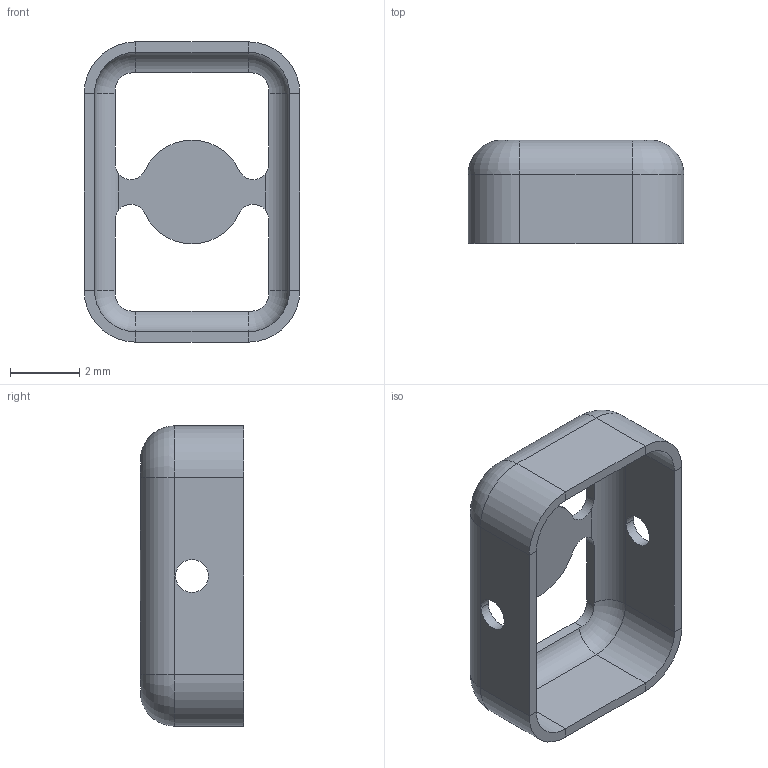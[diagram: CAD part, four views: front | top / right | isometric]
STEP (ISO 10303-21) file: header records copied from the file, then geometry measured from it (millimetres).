
FILE_DESCRIPTION (( 'STEP AP203' ), '1' );
FILE_NAME ('MS087-10F.step', '2020-09-30T11:02:37', ( '' ), ( '' ), 'SwSTEP 2.0', 'SolidWorks 2018', '' );
FILE_SCHEMA (( 'CONFIG_CONTROL_DESIGN' ));
Length unit declared in the file: millimetre
Products named in the file (1): MS087-10F
Bounding box: 6.25 x 3 x 8.7 mm (x, y, z)
Volume: 27 mm3; surface area: 199.4 mm2
Topology: 1 solids, 1 shells, 65 faces, 169 edges, 102 vertices
Faces by surface type: cylinder 33, plane 24, torus 8
Entity records: 2152 total; most frequent: CARTESIAN_POINT 495, ORIENTED_EDGE 338, DIRECTION 327, EDGE_CURVE 169, AXIS2_PLACEMENT_3D 124, VERTEX_POINT 102, VECTOR 79, LINE 79
